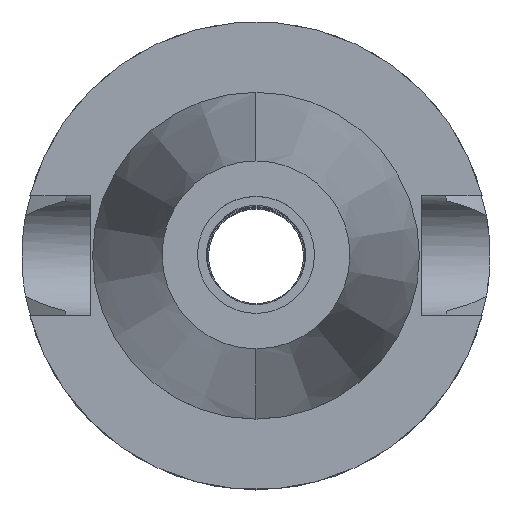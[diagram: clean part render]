
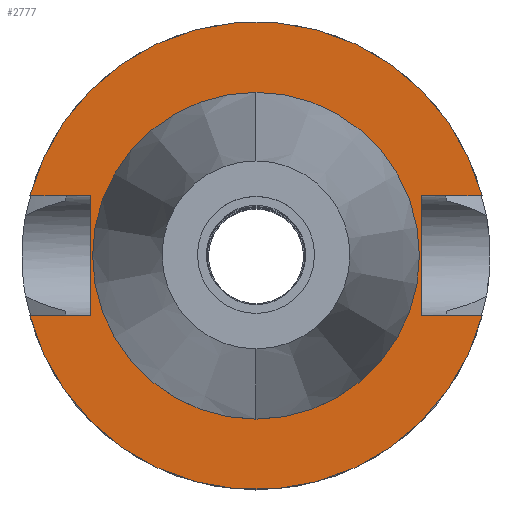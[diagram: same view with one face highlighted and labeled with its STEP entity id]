
A CAD part, top view. The second image highlights one B-rep face of the part: STEP entity #2777.
In plain terms, the highlighted planar face has unit normal (0, 0, 1).
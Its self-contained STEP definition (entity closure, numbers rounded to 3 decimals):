
#32 = EDGE_CURVE ( 'NONE', #959, #1255, #1922, .T. ) ;
#98 = VERTEX_POINT ( 'NONE', #2413 ) ;
#101 = DIRECTION ( 'NONE',  ( 0., -1., 0. ) ) ;
#204 = CARTESIAN_POINT ( 'NONE',  ( -48.321, 12.85, -1.5 ) ) ;
#236 = FACE_BOUND ( 'NONE', #1261, .T. ) ;
#255 = CARTESIAN_POINT ( 'NONE',  ( 48.321, 12.85, -1.5 ) ) ;
#305 = ORIENTED_EDGE ( 'NONE', *, *, #767, .T. ) ;
#329 = DIRECTION ( 'NONE',  ( 0., 1., 0. ) ) ;
#346 = DIRECTION ( 'NONE',  ( 1., 0., 0. ) ) ;
#403 = DIRECTION ( 'NONE',  ( -1., 0., 0. ) ) ;
#423 = CIRCLE ( 'NONE', #2714, 50. ) ;
#461 = FACE_OUTER_BOUND ( 'NONE', #2522, .T. ) ;
#467 = ORIENTED_EDGE ( 'NONE', *, *, #3034, .F. ) ;
#469 = VECTOR ( 'NONE', #329, 1000. ) ;
#480 = CIRCLE ( 'NONE', #1285, 34.925 ) ;
#483 = VECTOR ( 'NONE', #346, 1000. ) ;
#600 = CARTESIAN_POINT ( 'NONE',  ( -35.4, 12.85, -1.5 ) ) ;
#601 = CARTESIAN_POINT ( 'NONE',  ( 35.4, -12.85, -1.5 ) ) ;
#639 = EDGE_CURVE ( 'NONE', #2829, #670, #423, .T. ) ;
#670 = VERTEX_POINT ( 'NONE', #255 ) ;
#679 = EDGE_CURVE ( 'NONE', #98, #1190, #2926, .T. ) ;
#682 = AXIS2_PLACEMENT_3D ( 'NONE', #1341, #2356, #1111 ) ;
#767 = EDGE_CURVE ( 'NONE', #98, #1875, #3053, .T. ) ;
#821 = CARTESIAN_POINT ( 'NONE',  ( -35.4, -12.85, -1.5 ) ) ;
#870 = EDGE_CURVE ( 'NONE', #1190, #2829, #2799, .T. ) ;
#877 = VECTOR ( 'NONE', #1040, 1000. ) ;
#878 = DIRECTION ( 'NONE',  ( 0., 0., 1. ) ) ;
#929 = CIRCLE ( 'NONE', #682, 50. ) ;
#943 = DIRECTION ( 'NONE',  ( 0., 0., 1. ) ) ;
#959 = VERTEX_POINT ( 'NONE', #1424 ) ;
#961 = EDGE_CURVE ( 'NONE', #2645, #1836, #2472, .T. ) ;
#1022 = CARTESIAN_POINT ( 'NONE',  ( 35.4, -12.85, -1.5 ) ) ;
#1040 = DIRECTION ( 'NONE',  ( 1., 0., 0. ) ) ;
#1088 = ORIENTED_EDGE ( 'NONE', *, *, #32, .F. ) ;
#1111 = DIRECTION ( 'NONE',  ( 0., -1., 0. ) ) ;
#1188 = DIRECTION ( 'NONE',  ( 0., 0., -1. ) ) ;
#1190 = VERTEX_POINT ( 'NONE', #2955 ) ;
#1206 = ORIENTED_EDGE ( 'NONE', *, *, #2600, .T. ) ;
#1255 = VERTEX_POINT ( 'NONE', #1022 ) ;
#1261 = EDGE_LOOP ( 'NONE', ( #2165, #1884 ) ) ;
#1285 = AXIS2_PLACEMENT_3D ( 'NONE', #3079, #878, #101 ) ;
#1325 = VECTOR ( 'NONE', #403, 1000. ) ;
#1340 = CARTESIAN_POINT ( 'NONE',  ( 48.321, -12.85, -1.5 ) ) ;
#1341 = CARTESIAN_POINT ( 'NONE',  ( 0., 0., -1.5 ) ) ;
#1377 = AXIS2_PLACEMENT_3D ( 'NONE', #1891, #943, #2904 ) ;
#1424 = CARTESIAN_POINT ( 'NONE',  ( 35.4, 12.85, -1.5 ) ) ;
#1426 = CARTESIAN_POINT ( 'NONE',  ( 0., 0., -1.5 ) ) ;
#1500 = AXIS2_PLACEMENT_3D ( 'NONE', #1426, #3117, #2639 ) ;
#1550 = LINE ( 'NONE', #601, #483 ) ;
#1632 = DIRECTION ( 'NONE',  ( 0., -1., 0. ) ) ;
#1737 = ORIENTED_EDGE ( 'NONE', *, *, #2507, .F. ) ;
#1828 = DIRECTION ( 'NONE',  ( -1., 0., 0. ) ) ;
#1836 = VERTEX_POINT ( 'NONE', #2793 ) ;
#1845 = CARTESIAN_POINT ( 'NONE',  ( -35.4, -12.85, -1.5 ) ) ;
#1859 = VERTEX_POINT ( 'NONE', #1340 ) ;
#1875 = VERTEX_POINT ( 'NONE', #2074 ) ;
#1884 = ORIENTED_EDGE ( 'NONE', *, *, #1966, .F. ) ;
#1891 = CARTESIAN_POINT ( 'NONE',  ( 0., 0., -1.5 ) ) ;
#1922 = LINE ( 'NONE', #3127, #2355 ) ;
#1928 = PLANE ( 'NONE',  #1500 ) ;
#1966 = EDGE_CURVE ( 'NONE', #1836, #2645, #480, .T. ) ;
#2074 = CARTESIAN_POINT ( 'NONE',  ( -48.321, -12.85, -1.5 ) ) ;
#2165 = ORIENTED_EDGE ( 'NONE', *, *, #961, .F. ) ;
#2305 = LINE ( 'NONE', #2321, #877 ) ;
#2321 = CARTESIAN_POINT ( 'NONE',  ( 35.4, 12.85, -1.5 ) ) ;
#2334 = CARTESIAN_POINT ( 'NONE',  ( 0., 34.925, -1.5 ) ) ;
#2355 = VECTOR ( 'NONE', #1632, 1000. ) ;
#2356 = DIRECTION ( 'NONE',  ( 0., 0., -1. ) ) ;
#2388 = ORIENTED_EDGE ( 'NONE', *, *, #870, .F. ) ;
#2393 = ORIENTED_EDGE ( 'NONE', *, *, #679, .F. ) ;
#2413 = CARTESIAN_POINT ( 'NONE',  ( -35.4, -12.85, -1.5 ) ) ;
#2472 = CIRCLE ( 'NONE', #1377, 34.925 ) ;
#2507 = EDGE_CURVE ( 'NONE', #1255, #1859, #1550, .T. ) ;
#2522 = EDGE_LOOP ( 'NONE', ( #305, #467, #1737, #1088, #1206, #3064, #2388, #2393 ) ) ;
#2600 = EDGE_CURVE ( 'NONE', #959, #670, #2305, .T. ) ;
#2639 = DIRECTION ( 'NONE',  ( 0., -1., 0. ) ) ;
#2641 = DIRECTION ( 'NONE',  ( 0., 1., 0. ) ) ;
#2645 = VERTEX_POINT ( 'NONE', #2334 ) ;
#2714 = AXIS2_PLACEMENT_3D ( 'NONE', #2943, #1188, #2641 ) ;
#2777 = ADVANCED_FACE ( 'NONE', ( #461, #236 ), #1928, .F. ) ;
#2793 = CARTESIAN_POINT ( 'NONE',  ( 0., -34.925, -1.5 ) ) ;
#2799 = LINE ( 'NONE', #600, #2818 ) ;
#2818 = VECTOR ( 'NONE', #1828, 1000. ) ;
#2829 = VERTEX_POINT ( 'NONE', #204 ) ;
#2904 = DIRECTION ( 'NONE',  ( 0., 1., 0. ) ) ;
#2926 = LINE ( 'NONE', #821, #469 ) ;
#2943 = CARTESIAN_POINT ( 'NONE',  ( 0., 0., -1.5 ) ) ;
#2955 = CARTESIAN_POINT ( 'NONE',  ( -35.4, 12.85, -1.5 ) ) ;
#3034 = EDGE_CURVE ( 'NONE', #1859, #1875, #929, .T. ) ;
#3053 = LINE ( 'NONE', #1845, #1325 ) ;
#3064 = ORIENTED_EDGE ( 'NONE', *, *, #639, .F. ) ;
#3079 = CARTESIAN_POINT ( 'NONE',  ( 0., 0., -1.5 ) ) ;
#3117 = DIRECTION ( 'NONE',  ( 0., 0., -1. ) ) ;
#3127 = CARTESIAN_POINT ( 'NONE',  ( 35.4, 12.85, -1.5 ) ) ;
